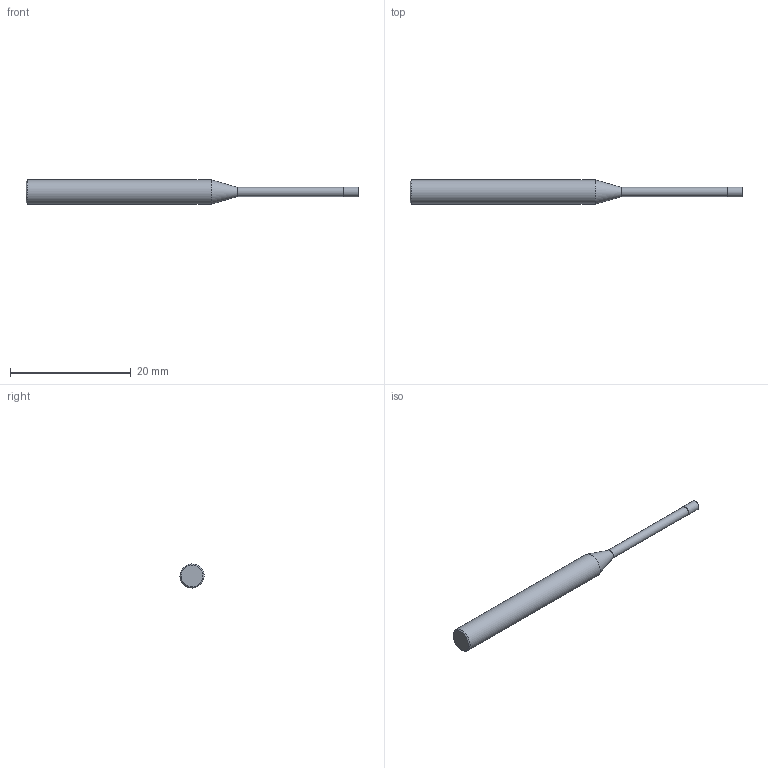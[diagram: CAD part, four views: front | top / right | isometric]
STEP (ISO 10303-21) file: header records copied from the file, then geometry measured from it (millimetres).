
FILE_DESCRIPTION ((), '1');
FILE_NAME ('201631 1,6X20.stp', '2018-04-13T09:00:17', (''), (''), 'HarmonyWare STEP v2.0.6.4', '', '');
FILE_SCHEMA (('CONFIG_CONTROL_DESIGN'));
Length unit declared in the file: millimetre
Bounding box: 55 x 4 x 4 mm (x, y, z)
Volume: 450.4 mm3; surface area: 537.7 mm2
Topology: 2 solids, 2 shells, 9 faces, 12 edges, 7 vertices
Faces by surface type: bspline 9
Entity records: 378 total; most frequent: CARTESIAN_POINT 186, ORIENTED_EDGE 24, EDGE_CURVE 12, EDGE_LOOP 9, FACE_OUTER_BOUND 9, ADVANCED_FACE 9, PERSON 8, ORGANIZATION 8
